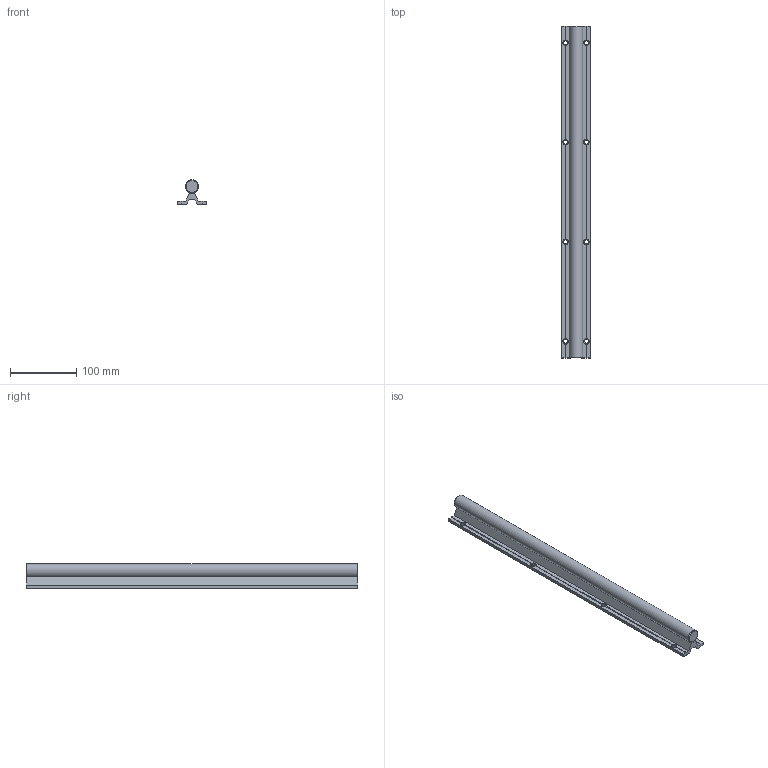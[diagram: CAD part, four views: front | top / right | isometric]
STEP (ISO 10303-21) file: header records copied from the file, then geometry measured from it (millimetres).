
FILE_DESCRIPTION(/* description */ (''),/* implementation_level */ '2;1');
FILE_NAME(/* name */ 'SBR20 Linear Rail 500 mm v7.step',/* time_stamp */ '2023-01-14T13:09:56-08:00',/* author */ (''),/* organization */ (''),/* preprocessor_version */ 'ST-DEVELOPER v19.2',/* originating_system */ 'Autodesk Translation Framework v11.17.0.187',/* authorisation */ '');
FILE_SCHEMA (('AUTOMOTIVE_DESIGN { 1 0 10303 214 3 1 1 }'));
Length unit declared in the file: millimetre
Products named in the file (3): SBR20 Linear Rail 500 mm; Component2; Component1
Assembly tree (2 placements, depth 2):
  SBR20 Linear Rail 500 mm
    Component2
    Component1
Bounding box: 43.85 x 500 x 36.8 mm (x, y, z)
Volume: 298618.8 mm3; surface area: 95420.7 mm2
Topology: 2 solids, 2 shells, 95 faces, 343 edges, 228 vertices
Faces by surface type: plane 72, cylinder 13, cone 10
Full cylindrical faces by diameter (mm): 6.27 x12, 20 x1
Entity records: 3836 total; most frequent: CARTESIAN_POINT 735, ORIENTED_EDGE 686, DIRECTION 651, EDGE_CURVE 343, AXIS2_PLACEMENT_3D 240, VERTEX_POINT 228, LINE 171, VECTOR 171
